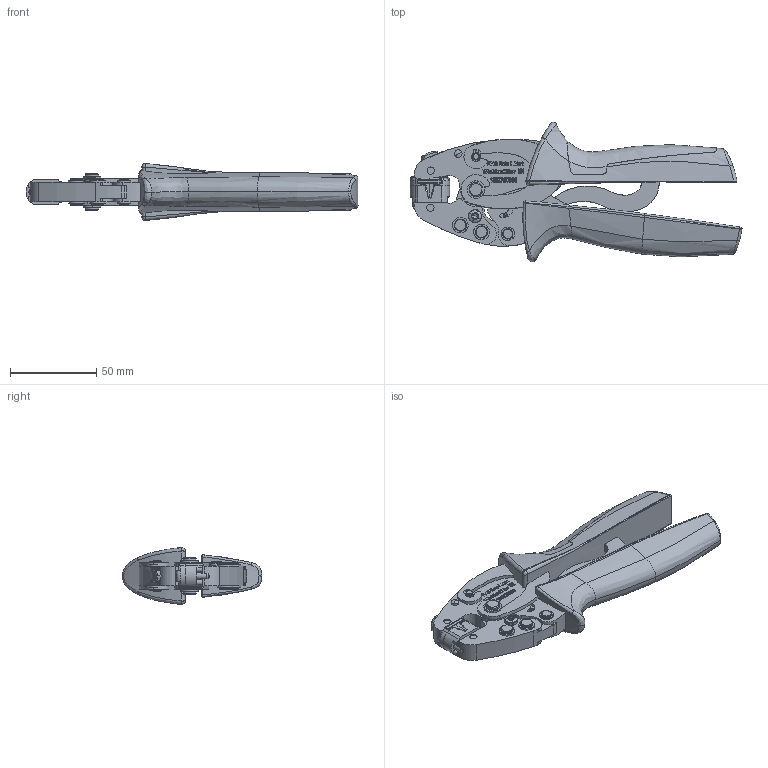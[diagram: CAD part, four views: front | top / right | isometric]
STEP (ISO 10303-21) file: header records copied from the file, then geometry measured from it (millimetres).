
FILE_DESCRIPTION(('CATIA V5 STEP Exchange','CAx-IF Rec.Pracs.--- Model Styling and Organization---1.5--- 2016-08-15','CAx-IF Rec.Pracs.---Supplemental Geometry---1.0---2011-11-01','CAx-IF Rec.Pracs.--- Composite Materials ---1.1---2010-07-15'),'2;1');
FILE_NAME ('015662-1_0', '2024-11-06T06:18:25+00:00', ('none'), ('Weidmueller'), 'CATIA Version 5-6 Release 2022 SP4 HF5', 'CATIA V5 STEP AP214 v3', 'none');
FILE_SCHEMA(('AUTOMOTIVE_DESIGN { 1 0 10303 214 1 1 1 1 }'));
Length unit declared in the file: millimetre
Products named in the file (1): 1527230000_PZ_6_ROTO_L_ZERT_AllCATPart
Bounding box: 192.86 x 81.1 x 33.02 mm (x, y, z)
Volume: 146711.9 mm3; surface area: 35982 mm2
Topology: 1 solids, 7 shells, 1737 faces, 4855 edges, 3177 vertices
Faces by surface type: plane 707, extrusion 462, cylinder 300, bspline 148, cone 70, torus 32, sphere 18
Entity records: 71672 total; most frequent: CARTESIAN_POINT 30607, ORIENTED_EDGE 9666, DIRECTION 5129, EDGE_CURVE 4833, VERTEX_POINT 3177, VECTOR 2953, LINE 2491, B_SPLINE_CURVE_WITH_KNOTS 2048
